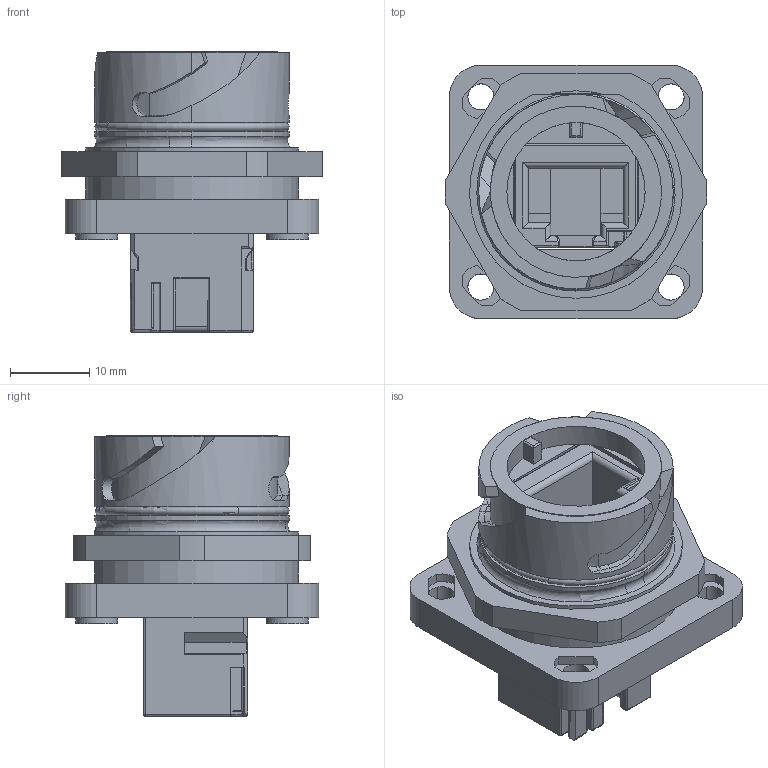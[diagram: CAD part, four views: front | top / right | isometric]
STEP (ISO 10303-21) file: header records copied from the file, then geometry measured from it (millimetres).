
FILE_DESCRIPTION(('CATIA V5 STEP Exchange','CAx-IF Rec.Pracs.--- Model Styling and Organization---1.5--- 2016-08-15','CAx-IF Rec.Pracs.---Supplemental Geometry---1.0---2011-11-01','CAx-IF Rec.Pracs.--- Composite Materials ---1.1---2010-07-15'),'2;1');
FILE_NAME ('003240-2_1', '2025-01-16T08:00:05+00:00', ('none'), ('Weidmueller'), 'CATIA Version 5-6 Release 2022 SP4 HF5', 'CATIA V5 STEP AP214 v3', 'none');
FILE_SCHEMA(('AUTOMOTIVE_DESIGN { 1 0 10303 214 1 1 1 1 }'));
Length unit declared in the file: millimetre
Products named in the file (1): 1012370000
Bounding box: 32.98 x 32 x 35.41 mm (x, y, z)
Volume: 11201.3 mm3; surface area: 10441.7 mm2
Topology: 2 solids, 3 shells, 643 faces, 1770 edges, 1137 vertices
Faces by surface type: plane 332, cylinder 210, bspline 32, extrusion 24, sphere 18, torus 15, cone 12
Entity records: 21740 total; most frequent: CARTESIAN_POINT 6661, ORIENTED_EDGE 3540, DIRECTION 2295, EDGE_CURVE 1770, VERTEX_POINT 1137, VECTOR 1052, LINE 1028, AXIS2_PLACEMENT_3D 773
